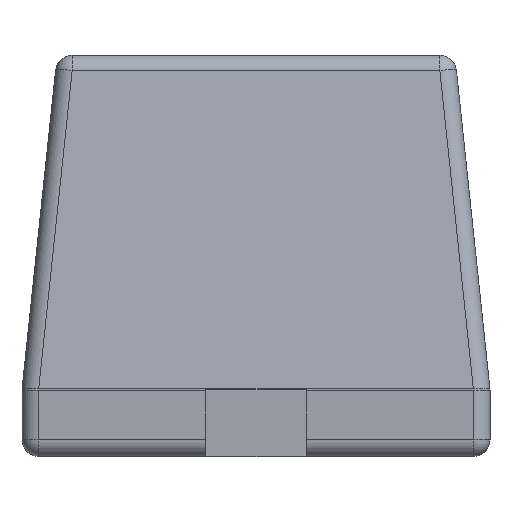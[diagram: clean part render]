
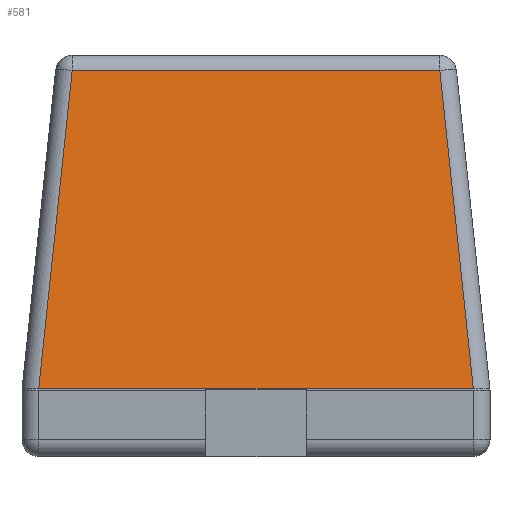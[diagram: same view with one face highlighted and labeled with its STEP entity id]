
A CAD part, left-side view. The second image highlights one B-rep face of the part: STEP entity #581.
In plain terms, the highlighted planar face has unit normal (-0.995, 0, 0.104).
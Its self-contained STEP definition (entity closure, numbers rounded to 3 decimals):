
#80 = CYLINDRICAL_SURFACE('',#81,0.05);
#81 = AXIS2_PLACEMENT_3D('',#82,#83,#84);
#82 = CARTESIAN_POINT('',(0.15,0.105,1.15));
#83 = DIRECTION('',(0.,1.,0.));
#84 = DIRECTION('',(0.,0.,1.));
#179 = VERTEX_POINT('',#180);
#180 = CARTESIAN_POINT('',(0.1,0.15,1.155)
  );
#213 = EDGE_CURVE('',#179,#214,#216,.T.);
#214 = VERTEX_POINT('',#215);
#215 = CARTESIAN_POINT('',(0.1,1.25,1.155)
  );
#216 = SURFACE_CURVE('',#217,(#221,#228),.PCURVE_S1.);
#217 = LINE('',#218,#219);
#218 = CARTESIAN_POINT('',(0.1,0.105,1.155)
  );
#219 = VECTOR('',#220,1.);
#220 = DIRECTION('',(0.,1.,0.));
#221 = PCURVE('',#80,#222);
#222 = DEFINITIONAL_REPRESENTATION('',(#223),#227);
#223 = LINE('',#224,#225);
#224 = CARTESIAN_POINT('',(-1.466,0.));
#225 = VECTOR('',#226,1.);
#226 = DIRECTION('',(0.,1.));
#227 = ( GEOMETRIC_REPRESENTATION_CONTEXT(2) 
PARAMETRIC_REPRESENTATION_CONTEXT() REPRESENTATION_CONTEXT('2D SPACE',''
  ) );
#228 = PCURVE('',#229,#234);
#229 = PLANE('',#230);
#230 = AXIS2_PLACEMENT_3D('',#231,#232,#233);
#231 = CARTESIAN_POINT('',(0.,0.,0.2));
#232 = DIRECTION('',(-0.995,0.,0.105));
#233 = DIRECTION('',(0.,1.,0.));
#234 = DEFINITIONAL_REPRESENTATION('',(#235),#239);
#235 = LINE('',#236,#237);
#236 = CARTESIAN_POINT('',(0.105,-0.96));
#237 = VECTOR('',#238,1.);
#238 = DIRECTION('',(1.,0.));
#239 = ( GEOMETRIC_REPRESENTATION_CONTEXT(2) 
PARAMETRIC_REPRESENTATION_CONTEXT() REPRESENTATION_CONTEXT('2D SPACE',''
  ) );
#540 = CYLINDRICAL_SURFACE('',#541,0.05);
#541 = AXIS2_PLACEMENT_3D('',#542,#543,#544);
#542 = CARTESIAN_POINT('',(0.049,0.049,
    0.19));
#543 = DIRECTION('',(0.104,0.104,0.989));
#544 = DIRECTION('',(-0.995,0.,0.105
    ));
#570 = CYLINDRICAL_SURFACE('',#571,0.05);
#571 = AXIS2_PLACEMENT_3D('',#572,#573,#574);
#572 = CARTESIAN_POINT('',(0.049,1.351,
    0.19));
#573 = DIRECTION('',(0.104,-0.104,0.989));
#574 = DIRECTION('',(-0.995,0.,0.105)
  );
#581 = ADVANCED_FACE('',(#582),#229,.T.);
#582 = FACE_BOUND('',#583,.T.);
#583 = EDGE_LOOP('',(#584,#585,#608,#636));
#584 = ORIENTED_EDGE('',*,*,#213,.T.);
#585 = ORIENTED_EDGE('',*,*,#586,.F.);
#586 = EDGE_CURVE('',#587,#214,#589,.T.);
#587 = VERTEX_POINT('',#588);
#588 = CARTESIAN_POINT('',(0.,1.35,0.203));
#589 = SURFACE_CURVE('',#590,(#594,#601),.PCURVE_S1.);
#590 = LINE('',#591,#592);
#591 = CARTESIAN_POINT('',(-0.001,1.351,
    0.195));
#592 = VECTOR('',#593,1.);
#593 = DIRECTION('',(0.104,-0.104,0.989));
#594 = PCURVE('',#229,#595);
#595 = DEFINITIONAL_REPRESENTATION('',(#596),#600);
#596 = LINE('',#597,#598);
#597 = CARTESIAN_POINT('',(1.351,0.005));
#598 = VECTOR('',#599,1.);
#599 = DIRECTION('',(-0.104,-0.995));
#600 = ( GEOMETRIC_REPRESENTATION_CONTEXT(2) 
PARAMETRIC_REPRESENTATION_CONTEXT() REPRESENTATION_CONTEXT('2D SPACE',''
  ) );
#601 = PCURVE('',#570,#602);
#602 = DEFINITIONAL_REPRESENTATION('',(#603),#607);
#603 = LINE('',#604,#605);
#604 = CARTESIAN_POINT('',(0.,0.));
#605 = VECTOR('',#606,1.);
#606 = DIRECTION('',(0.,1.));
#607 = ( GEOMETRIC_REPRESENTATION_CONTEXT(2) 
PARAMETRIC_REPRESENTATION_CONTEXT() REPRESENTATION_CONTEXT('2D SPACE',''
  ) );
#608 = ORIENTED_EDGE('',*,*,#609,.F.);
#609 = EDGE_CURVE('',#610,#587,#612,.T.);
#610 = VERTEX_POINT('',#611);
#611 = CARTESIAN_POINT('',(0.,0.05,0.203));
#612 = SURFACE_CURVE('',#613,(#617,#624),.PCURVE_S1.);
#613 = LINE('',#614,#615);
#614 = CARTESIAN_POINT('',(0.,0.,0.203));
#615 = VECTOR('',#616,1.);
#616 = DIRECTION('',(0.,1.,0.));
#617 = PCURVE('',#229,#618);
#618 = DEFINITIONAL_REPRESENTATION('',(#619),#623);
#619 = LINE('',#620,#621);
#620 = CARTESIAN_POINT('',(0.,-0.003));
#621 = VECTOR('',#622,1.);
#622 = DIRECTION('',(1.,0.));
#623 = ( GEOMETRIC_REPRESENTATION_CONTEXT(2) 
PARAMETRIC_REPRESENTATION_CONTEXT() REPRESENTATION_CONTEXT('2D SPACE',''
  ) );
#624 = PCURVE('',#625,#630);
#625 = CYLINDRICAL_SURFACE('',#626,0.05);
#626 = AXIS2_PLACEMENT_3D('',#627,#628,#629);
#627 = CARTESIAN_POINT('',(0.05,0.,0.197));
#628 = DIRECTION('',(0.,1.,0.));
#629 = DIRECTION('',(-0.995,0.,0.105));
#630 = DEFINITIONAL_REPRESENTATION('',(#631),#635);
#631 = LINE('',#632,#633);
#632 = CARTESIAN_POINT('',(0.,0.));
#633 = VECTOR('',#634,1.);
#634 = DIRECTION('',(0.,1.));
#635 = ( GEOMETRIC_REPRESENTATION_CONTEXT(2) 
PARAMETRIC_REPRESENTATION_CONTEXT() REPRESENTATION_CONTEXT('2D SPACE',''
  ) );
#636 = ORIENTED_EDGE('',*,*,#637,.T.);
#637 = EDGE_CURVE('',#610,#179,#638,.T.);
#638 = SURFACE_CURVE('',#639,(#643,#650),.PCURVE_S1.);
#639 = LINE('',#640,#641);
#640 = CARTESIAN_POINT('',(-0.001,0.049,
    0.195));
#641 = VECTOR('',#642,1.);
#642 = DIRECTION('',(0.104,0.104,0.989));
#643 = PCURVE('',#229,#644);
#644 = DEFINITIONAL_REPRESENTATION('',(#645),#649);
#645 = LINE('',#646,#647);
#646 = CARTESIAN_POINT('',(0.049,0.005));
#647 = VECTOR('',#648,1.);
#648 = DIRECTION('',(0.104,-0.995));
#649 = ( GEOMETRIC_REPRESENTATION_CONTEXT(2) 
PARAMETRIC_REPRESENTATION_CONTEXT() REPRESENTATION_CONTEXT('2D SPACE',''
  ) );
#650 = PCURVE('',#540,#651);
#651 = DEFINITIONAL_REPRESENTATION('',(#652),#656);
#652 = LINE('',#653,#654);
#653 = CARTESIAN_POINT('',(0.,0.));
#654 = VECTOR('',#655,1.);
#655 = DIRECTION('',(0.,1.));
#656 = ( GEOMETRIC_REPRESENTATION_CONTEXT(2) 
PARAMETRIC_REPRESENTATION_CONTEXT() REPRESENTATION_CONTEXT('2D SPACE',''
  ) );
